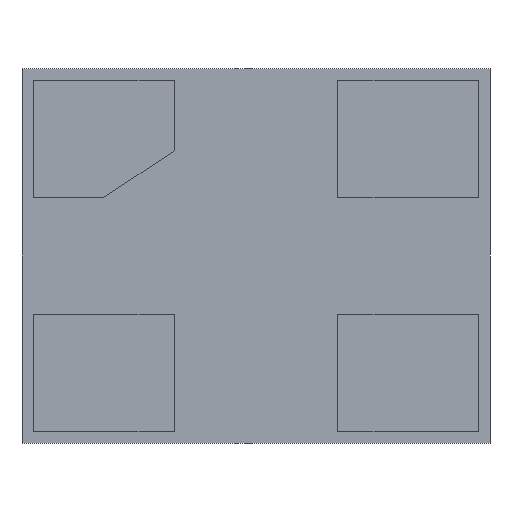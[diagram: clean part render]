
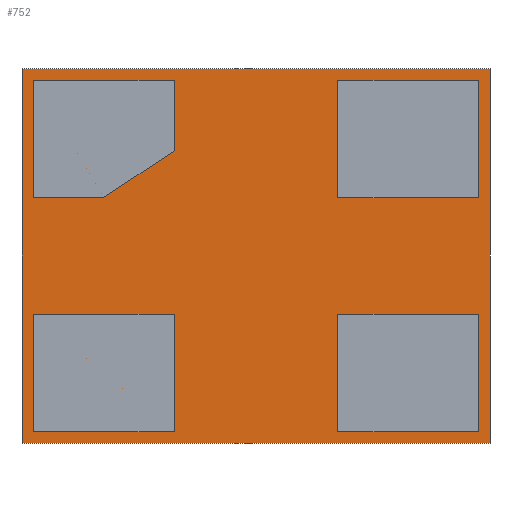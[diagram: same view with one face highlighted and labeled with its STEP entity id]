
A CAD part, front view. The second image highlights one B-rep face of the part: STEP entity #752.
In plain terms, the highlighted planar face has unit normal (0, -1, 0).
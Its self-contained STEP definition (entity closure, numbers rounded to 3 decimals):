
#49=FACE_OUTER_BOUND('',#99,.T.);
#99=EDGE_LOOP('',(#518,#519,#520,#521));
#144=LINE('',#1096,#236);
#148=LINE('',#1104,#240);
#151=LINE('',#1110,#243);
#154=LINE('',#1115,#246);
#236=VECTOR('',#882,10.);
#240=VECTOR('',#888,10.);
#243=VECTOR('',#893,10.);
#246=VECTOR('',#898,10.);
#328=VERTEX_POINT('',#1094);
#329=VERTEX_POINT('',#1095);
#332=VERTEX_POINT('',#1103);
#334=VERTEX_POINT('',#1109);
#396=EDGE_CURVE('',#328,#329,#144,.T.);
#400=EDGE_CURVE('',#332,#328,#148,.T.);
#403=EDGE_CURVE('',#334,#332,#151,.T.);
#406=EDGE_CURVE('',#329,#334,#154,.T.);
#518=ORIENTED_EDGE('',*,*,#406,.F.);
#519=ORIENTED_EDGE('',*,*,#396,.F.);
#520=ORIENTED_EDGE('',*,*,#400,.F.);
#521=ORIENTED_EDGE('',*,*,#403,.F.);
#707=PLANE('',#823);
#752=ADVANCED_FACE('',(#49),#707,.F.);
#823=AXIS2_PLACEMENT_3D('',#1118,#902,#903);
#882=DIRECTION('',(-1.,0.,0.));
#888=DIRECTION('',(0.,0.,-1.));
#893=DIRECTION('',(1.,0.,0.));
#898=DIRECTION('',(0.,0.,1.));
#902=DIRECTION('center_axis',(0.,1.,0.));
#903=DIRECTION('ref_axis',(1.,0.,0.));
#1094=CARTESIAN_POINT('',(1.,0.,-0.8));
#1095=CARTESIAN_POINT('',(-1.,0.,-0.8));
#1096=CARTESIAN_POINT('',(1.,0.,-0.8));
#1103=CARTESIAN_POINT('',(1.,0.,0.8));
#1104=CARTESIAN_POINT('',(1.,0.,0.8));
#1109=CARTESIAN_POINT('',(-1.,0.,0.8));
#1110=CARTESIAN_POINT('',(-1.,0.,0.8));
#1115=CARTESIAN_POINT('',(-1.,0.,-0.8));
#1118=CARTESIAN_POINT('Origin',(0.,0.,0.));
